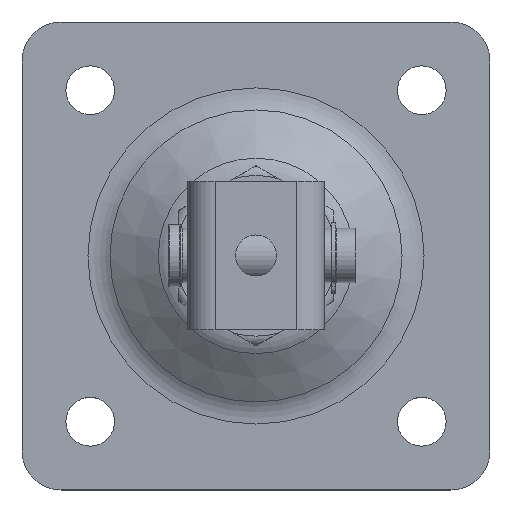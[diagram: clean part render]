
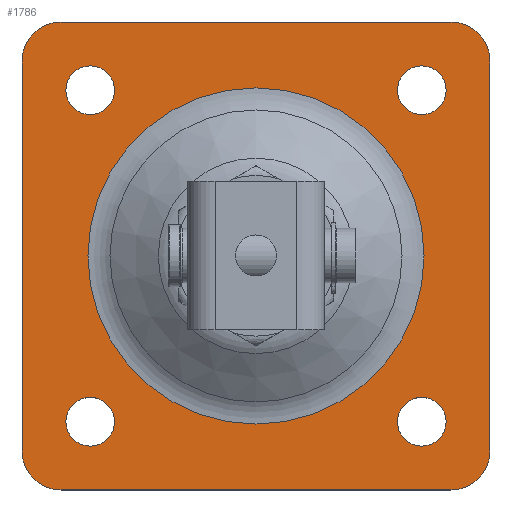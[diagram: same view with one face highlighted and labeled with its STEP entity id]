
A CAD part, top view. The second image highlights one B-rep face of the part: STEP entity #1786.
In plain terms, the highlighted planar face has unit normal (0, 0, 1).
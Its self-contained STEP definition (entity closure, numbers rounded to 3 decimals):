
#117=FACE_BOUND('',#325,.T.);
#118=FACE_BOUND('',#326,.T.);
#119=FACE_BOUND('',#327,.T.);
#120=FACE_BOUND('',#328,.T.);
#121=FACE_BOUND('',#329,.T.);
#148=PLANE('',#2085);
#209=FACE_OUTER_BOUND('',#324,.T.);
#324=EDGE_LOOP('',(#1392,#1393,#1394,#1395,#1396,#1397,#1398,#1399));
#325=EDGE_LOOP('',(#1400,#1401));
#326=EDGE_LOOP('',(#1402,#1403));
#327=EDGE_LOOP('',(#1404,#1405));
#328=EDGE_LOOP('',(#1406,#1407));
#329=EDGE_LOOP('',(#1408,#1409));
#442=LINE('',#3064,#544);
#443=LINE('',#3068,#545);
#444=LINE('',#3072,#546);
#445=LINE('',#3075,#547);
#544=VECTOR('',#2497,10.);
#545=VECTOR('',#2500,10.);
#546=VECTOR('',#2503,10.);
#547=VECTOR('',#2506,10.);
#664=CIRCLE('',#2077,43.099);
#665=CIRCLE('',#2078,43.099);
#671=CIRCLE('',#2086,10.);
#672=CIRCLE('',#2087,10.);
#673=CIRCLE('',#2088,10.);
#674=CIRCLE('',#2089,10.);
#675=CIRCLE('',#2090,6.25);
#676=CIRCLE('',#2091,6.25);
#677=CIRCLE('',#2092,6.25);
#678=CIRCLE('',#2093,6.25);
#679=CIRCLE('',#2094,6.25);
#680=CIRCLE('',#2095,6.25);
#681=CIRCLE('',#2096,6.25);
#682=CIRCLE('',#2097,6.25);
#815=VERTEX_POINT('',#3043);
#816=VERTEX_POINT('',#3045);
#821=VERTEX_POINT('',#3060);
#822=VERTEX_POINT('',#3061);
#823=VERTEX_POINT('',#3063);
#824=VERTEX_POINT('',#3065);
#825=VERTEX_POINT('',#3067);
#826=VERTEX_POINT('',#3069);
#827=VERTEX_POINT('',#3071);
#828=VERTEX_POINT('',#3073);
#829=VERTEX_POINT('',#3076);
#830=VERTEX_POINT('',#3077);
#831=VERTEX_POINT('',#3080);
#832=VERTEX_POINT('',#3081);
#833=VERTEX_POINT('',#3084);
#834=VERTEX_POINT('',#3085);
#835=VERTEX_POINT('',#3088);
#836=VERTEX_POINT('',#3089);
#1025=EDGE_CURVE('',#815,#816,#664,.T.);
#1026=EDGE_CURVE('',#816,#815,#665,.T.);
#1033=EDGE_CURVE('',#821,#822,#671,.T.);
#1034=EDGE_CURVE('',#821,#823,#442,.T.);
#1035=EDGE_CURVE('',#824,#823,#672,.T.);
#1036=EDGE_CURVE('',#824,#825,#443,.T.);
#1037=EDGE_CURVE('',#826,#825,#673,.T.);
#1038=EDGE_CURVE('',#826,#827,#444,.T.);
#1039=EDGE_CURVE('',#828,#827,#674,.T.);
#1040=EDGE_CURVE('',#828,#822,#445,.T.);
#1041=EDGE_CURVE('',#829,#830,#675,.T.);
#1042=EDGE_CURVE('',#830,#829,#676,.T.);
#1043=EDGE_CURVE('',#831,#832,#677,.T.);
#1044=EDGE_CURVE('',#832,#831,#678,.T.);
#1045=EDGE_CURVE('',#833,#834,#679,.T.);
#1046=EDGE_CURVE('',#834,#833,#680,.T.);
#1047=EDGE_CURVE('',#835,#836,#681,.T.);
#1048=EDGE_CURVE('',#836,#835,#682,.T.);
#1392=ORIENTED_EDGE('',*,*,#1033,.F.);
#1393=ORIENTED_EDGE('',*,*,#1034,.T.);
#1394=ORIENTED_EDGE('',*,*,#1035,.F.);
#1395=ORIENTED_EDGE('',*,*,#1036,.T.);
#1396=ORIENTED_EDGE('',*,*,#1037,.F.);
#1397=ORIENTED_EDGE('',*,*,#1038,.T.);
#1398=ORIENTED_EDGE('',*,*,#1039,.F.);
#1399=ORIENTED_EDGE('',*,*,#1040,.T.);
#1400=ORIENTED_EDGE('',*,*,#1041,.T.);
#1401=ORIENTED_EDGE('',*,*,#1042,.T.);
#1402=ORIENTED_EDGE('',*,*,#1043,.T.);
#1403=ORIENTED_EDGE('',*,*,#1044,.T.);
#1404=ORIENTED_EDGE('',*,*,#1045,.T.);
#1405=ORIENTED_EDGE('',*,*,#1046,.T.);
#1406=ORIENTED_EDGE('',*,*,#1047,.T.);
#1407=ORIENTED_EDGE('',*,*,#1048,.T.);
#1408=ORIENTED_EDGE('',*,*,#1026,.F.);
#1409=ORIENTED_EDGE('',*,*,#1025,.F.);
#1786=ADVANCED_FACE('',(#209,#117,#118,#119,#120,#121),#148,.T.);
#2077=AXIS2_PLACEMENT_3D('',#3046,#2476,#2477);
#2078=AXIS2_PLACEMENT_3D('',#3047,#2478,#2479);
#2085=AXIS2_PLACEMENT_3D('',#3059,#2493,#2494);
#2086=AXIS2_PLACEMENT_3D('',#3062,#2495,#2496);
#2087=AXIS2_PLACEMENT_3D('',#3066,#2498,#2499);
#2088=AXIS2_PLACEMENT_3D('',#3070,#2501,#2502);
#2089=AXIS2_PLACEMENT_3D('',#3074,#2504,#2505);
#2090=AXIS2_PLACEMENT_3D('',#3078,#2507,#2508);
#2091=AXIS2_PLACEMENT_3D('',#3079,#2509,#2510);
#2092=AXIS2_PLACEMENT_3D('',#3082,#2511,#2512);
#2093=AXIS2_PLACEMENT_3D('',#3083,#2513,#2514);
#2094=AXIS2_PLACEMENT_3D('',#3086,#2515,#2516);
#2095=AXIS2_PLACEMENT_3D('',#3087,#2517,#2518);
#2096=AXIS2_PLACEMENT_3D('',#3090,#2519,#2520);
#2097=AXIS2_PLACEMENT_3D('',#3091,#2521,#2522);
#2476=DIRECTION('center_axis',(0.,0.,1.));
#2477=DIRECTION('ref_axis',(0.,-1.,0.));
#2478=DIRECTION('center_axis',(0.,0.,1.));
#2479=DIRECTION('ref_axis',(0.,-1.,0.));
#2493=DIRECTION('center_axis',(0.,0.,1.));
#2494=DIRECTION('ref_axis',(1.,0.,0.));
#2495=DIRECTION('center_axis',(0.,0.,-1.));
#2496=DIRECTION('ref_axis',(-0.707,-0.707,0.));
#2497=DIRECTION('',(1.,0.,0.));
#2498=DIRECTION('center_axis',(0.,0.,-1.));
#2499=DIRECTION('ref_axis',(0.707,-0.707,0.));
#2500=DIRECTION('',(0.,1.,0.));
#2501=DIRECTION('center_axis',(0.,0.,-1.));
#2502=DIRECTION('ref_axis',(0.707,0.707,0.));
#2503=DIRECTION('',(-1.,0.,0.));
#2504=DIRECTION('center_axis',(0.,0.,-1.));
#2505=DIRECTION('ref_axis',(-0.707,0.707,0.));
#2506=DIRECTION('',(0.,-1.,0.));
#2507=DIRECTION('center_axis',(0.,0.,-1.));
#2508=DIRECTION('ref_axis',(1.,0.,0.));
#2509=DIRECTION('center_axis',(0.,0.,-1.));
#2510=DIRECTION('ref_axis',(1.,0.,0.));
#2511=DIRECTION('center_axis',(0.,0.,-1.));
#2512=DIRECTION('ref_axis',(1.,0.,0.));
#2513=DIRECTION('center_axis',(0.,0.,-1.));
#2514=DIRECTION('ref_axis',(1.,0.,0.));
#2515=DIRECTION('center_axis',(0.,0.,-1.));
#2516=DIRECTION('ref_axis',(1.,0.,0.));
#2517=DIRECTION('center_axis',(0.,0.,-1.));
#2518=DIRECTION('ref_axis',(1.,0.,0.));
#2519=DIRECTION('center_axis',(0.,0.,-1.));
#2520=DIRECTION('ref_axis',(1.,0.,0.));
#2521=DIRECTION('center_axis',(0.,0.,-1.));
#2522=DIRECTION('ref_axis',(1.,0.,0.));
#3043=CARTESIAN_POINT('',(43.099,0.,5.));
#3045=CARTESIAN_POINT('',(0.,43.099,5.));
#3046=CARTESIAN_POINT('Origin',(0.,0.,5.));
#3047=CARTESIAN_POINT('Origin',(0.,0.,5.));
#3059=CARTESIAN_POINT('Origin',(0.,62.427,5.));
#3060=CARTESIAN_POINT('',(-50.,-60.,5.));
#3061=CARTESIAN_POINT('',(-60.,-50.,5.));
#3062=CARTESIAN_POINT('Origin',(-50.,-50.,5.));
#3063=CARTESIAN_POINT('',(50.,-60.,5.));
#3064=CARTESIAN_POINT('',(30.,-60.,5.));
#3065=CARTESIAN_POINT('',(60.,-50.,5.));
#3066=CARTESIAN_POINT('Origin',(50.,-50.,5.));
#3067=CARTESIAN_POINT('',(60.,50.,5.));
#3068=CARTESIAN_POINT('',(60.,61.213,5.));
#3069=CARTESIAN_POINT('',(50.,60.,5.));
#3070=CARTESIAN_POINT('Origin',(50.,50.,5.));
#3071=CARTESIAN_POINT('',(-50.,60.,5.));
#3072=CARTESIAN_POINT('',(-30.,60.,5.));
#3073=CARTESIAN_POINT('',(-60.,50.,5.));
#3074=CARTESIAN_POINT('Origin',(-50.,50.,5.));
#3075=CARTESIAN_POINT('',(-60.,1.213,5.));
#3076=CARTESIAN_POINT('',(-36.25,42.5,5.));
#3077=CARTESIAN_POINT('',(-48.75,42.5,5.));
#3078=CARTESIAN_POINT('Origin',(-42.5,42.5,5.));
#3079=CARTESIAN_POINT('Origin',(-42.5,42.5,5.));
#3080=CARTESIAN_POINT('',(48.75,-42.5,5.));
#3081=CARTESIAN_POINT('',(36.25,-42.5,5.));
#3082=CARTESIAN_POINT('Origin',(42.5,-42.5,5.));
#3083=CARTESIAN_POINT('Origin',(42.5,-42.5,5.));
#3084=CARTESIAN_POINT('',(-36.25,-42.5,5.));
#3085=CARTESIAN_POINT('',(-48.75,-42.5,5.));
#3086=CARTESIAN_POINT('Origin',(-42.5,-42.5,5.));
#3087=CARTESIAN_POINT('Origin',(-42.5,-42.5,5.));
#3088=CARTESIAN_POINT('',(48.75,42.5,5.));
#3089=CARTESIAN_POINT('',(36.25,42.5,5.));
#3090=CARTESIAN_POINT('Origin',(42.5,42.5,5.));
#3091=CARTESIAN_POINT('Origin',(42.5,42.5,5.));
